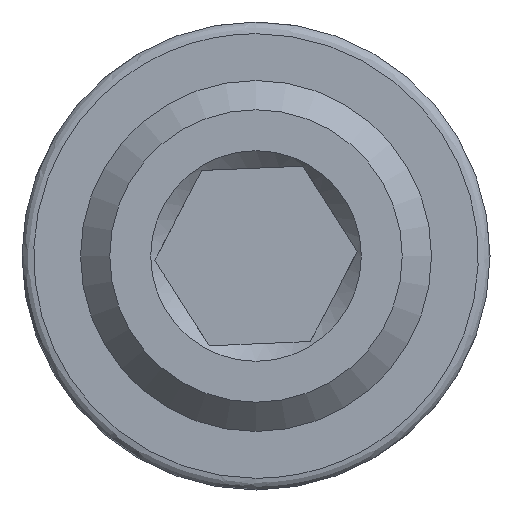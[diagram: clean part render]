
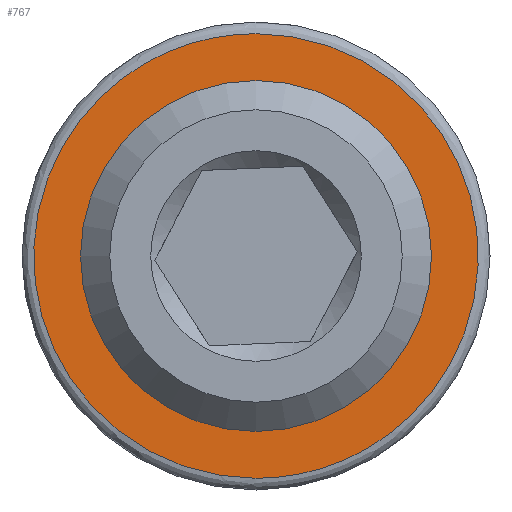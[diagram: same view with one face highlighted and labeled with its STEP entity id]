
A CAD part, front view. The second image highlights one B-rep face of the part: STEP entity #767.
In plain terms, the highlighted planar face has unit normal (0, -1, 0).
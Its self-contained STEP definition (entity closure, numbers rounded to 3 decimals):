
#30 =( BOUNDED_CURVE ( )  B_SPLINE_CURVE ( 3, ( #462, #1025, #636, #1032 ),
 .UNSPECIFIED., .F., .F. ) 
 B_SPLINE_CURVE_WITH_KNOTS ( ( 4, 4 ),
 ( 0., 1. ),
 .UNSPECIFIED. ) 
 CURVE ( )  GEOMETRIC_REPRESENTATION_ITEM ( )  RATIONAL_B_SPLINE_CURVE ( ( 1., 0.333, 0.333, 1. ) ) 
 REPRESENTATION_ITEM ( '' )  );
#37 = CARTESIAN_POINT ( 'NONE',  ( -74.552, -41.098, 0. ) ) ;
#52 = CARTESIAN_POINT ( 'NONE',  ( -74.552, -41.098, -1.9 ) ) ;
#85 = ORIENTED_EDGE ( 'NONE', *, *, #844, .F. ) ;
#133 = DIRECTION ( 'NONE',  ( 0., 1., 0. ) ) ;
#199 = FACE_OUTER_BOUND ( 'NONE', #610, .T. ) ;
#271 = FACE_BOUND ( 'NONE', #868, .T. ) ;
#279 = DIRECTION ( 'NONE',  ( 0., 0., -1. ) ) ;
#281 = CARTESIAN_POINT ( 'NONE',  ( -74.552, -41.098, -1.5 ) ) ;
#313 = CARTESIAN_POINT ( 'NONE',  ( -78.352, -41.098, -1.9 ) ) ;
#325 = EDGE_CURVE ( 'NONE', #602, #602, #856, .T. ) ;
#344 = AXIS2_PLACEMENT_3D ( 'NONE', #938, #458, #279 ) ;
#373 = CARTESIAN_POINT ( 'NONE',  ( -74.552, -41.098, 1.9 ) ) ;
#391 = DIRECTION ( 'NONE',  ( 0., 0., 1. ) ) ;
#425 = VERTEX_POINT ( 'NONE', #787 ) ;
#458 = DIRECTION ( 'NONE',  ( 0., -1., 0. ) ) ;
#462 = CARTESIAN_POINT ( 'NONE',  ( -74.552, -41.098, 1.9 ) ) ;
#588 = AXIS2_PLACEMENT_3D ( 'NONE', #37, #133, #391 ) ;
#602 = VERTEX_POINT ( 'NONE', #281 ) ;
#604 = PLANE ( 'NONE',  #588 ) ;
#610 = EDGE_LOOP ( 'NONE', ( #85, #760 ) ) ;
#636 = CARTESIAN_POINT ( 'NONE',  ( -70.752, -41.098, -1.9 ) ) ;
#760 = ORIENTED_EDGE ( 'NONE', *, *, #862, .F. ) ;
#767 = ADVANCED_FACE ( 'NONE', ( #199, #271 ), #604, .F. ) ;
#785 = CARTESIAN_POINT ( 'NONE',  ( -78.352, -41.098, 1.9 ) ) ;
#787 = CARTESIAN_POINT ( 'NONE',  ( -74.552, -41.098, 1.9 ) ) ;
#844 = EDGE_CURVE ( 'NONE', #425, #1054, #30, .T. ) ;
#856 = CIRCLE ( 'NONE', #344, 1.5 ) ;
#862 = EDGE_CURVE ( 'NONE', #1054, #425, #1048, .T. ) ;
#868 = EDGE_LOOP ( 'NONE', ( #959 ) ) ;
#924 = CARTESIAN_POINT ( 'NONE',  ( -74.552, -41.098, -1.9 ) ) ;
#938 = CARTESIAN_POINT ( 'NONE',  ( -74.552, -41.098, 0. ) ) ;
#959 = ORIENTED_EDGE ( 'NONE', *, *, #325, .F. ) ;
#1025 = CARTESIAN_POINT ( 'NONE',  ( -70.752, -41.098, 1.9 ) ) ;
#1032 = CARTESIAN_POINT ( 'NONE',  ( -74.552, -41.098, -1.9 ) ) ;
#1048 =( BOUNDED_CURVE ( )  B_SPLINE_CURVE ( 3, ( #52, #313, #785, #373 ),
 .UNSPECIFIED., .F., .T. ) 
 B_SPLINE_CURVE_WITH_KNOTS ( ( 4, 4 ),
 ( 0., 1. ),
 .UNSPECIFIED. ) 
 CURVE ( )  GEOMETRIC_REPRESENTATION_ITEM ( )  RATIONAL_B_SPLINE_CURVE ( ( 1., 0.333, 0.333, 1. ) ) 
 REPRESENTATION_ITEM ( '' )  );
#1054 = VERTEX_POINT ( 'NONE', #924 ) ;
